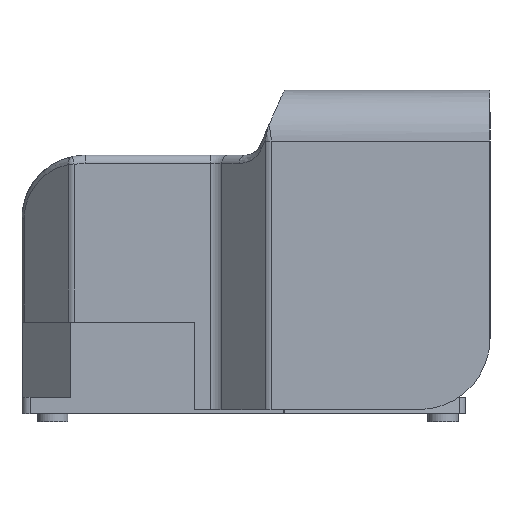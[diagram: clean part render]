
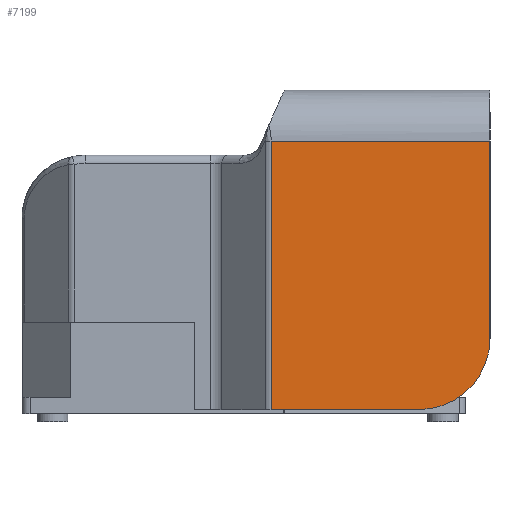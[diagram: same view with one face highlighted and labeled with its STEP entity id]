
A CAD part, front view. The second image highlights one B-rep face of the part: STEP entity #7199.
In plain terms, the highlighted planar face has unit normal (0, -1, 0).
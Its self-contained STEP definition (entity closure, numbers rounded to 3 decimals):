
#4755=CARTESIAN_POINT('',(80.0,-76.5,0.0));
#4756=VERTEX_POINT('',#4755);
#4763=CARTESIAN_POINT('',(7.446,-76.5,0.0));
#4764=VERTEX_POINT('',#4763);
#4765=CARTESIAN_POINT('',(7.446,-76.5,0.0));
#4766=DIRECTION('',(1.0,0.0,0.0));
#4767=VECTOR('',#4766,72.554);
#4768=LINE('',#4765,#4767);
#4769=EDGE_CURVE('',#4764,#4756,#4768,.T.);
#6036=CARTESIAN_POINT('',(115.0,-76.5,132.0));
#6037=VERTEX_POINT('',#6036);
#6045=CARTESIAN_POINT('',(115.0,-76.5,35.0));
#6046=VERTEX_POINT('',#6045);
#6047=CARTESIAN_POINT('',(115.0,-76.5,35.0));
#6048=DIRECTION('',(0.0,0.0,1.0));
#6049=VECTOR('',#6048,97.0);
#6050=LINE('',#6047,#6049);
#6051=EDGE_CURVE('',#6046,#6037,#6050,.T.);
#7017=CARTESIAN_POINT('',(7.446,-76.5,132.0));
#7018=VERTEX_POINT('',#7017);
#7050=CARTESIAN_POINT('',(7.446,-76.5,0.0));
#7051=DIRECTION('',(0.0,0.0,1.0));
#7052=VECTOR('',#7051,132.0);
#7053=LINE('',#7050,#7052);
#7054=EDGE_CURVE('',#4764,#7018,#7053,.T.);
#7127=CARTESIAN_POINT('',(80.0,-76.5,35.0));
#7128=DIRECTION('',(0.0,1.,0.0));
#7129=DIRECTION('',(0.707,0.0,-0.707));
#7130=AXIS2_PLACEMENT_3D('',#7127,#7128,#7129);
#7131=CIRCLE('',#7130,35.0);
#7132=EDGE_CURVE('',#6046,#4756,#7131,.T.);
#7174=CARTESIAN_POINT('',(7.446,-76.5,132.0));
#7175=DIRECTION('',(1.0,0.0,0.0));
#7176=VECTOR('',#7175,107.554);
#7177=LINE('',#7174,#7176);
#7178=EDGE_CURVE('',#7018,#6037,#7177,.T.);
#7187=CARTESIAN_POINT('',(115.0,-76.5,0.0));
#7188=DIRECTION('',(0.0,-1.0,0.0));
#7189=DIRECTION('',(0.0,0.0,-1.0));
#7190=AXIS2_PLACEMENT_3D('',#7187,#7188,#7189);
#7191=PLANE('',#7190);
#7192=ORIENTED_EDGE('',*,*,#7054,.F.);
#7193=ORIENTED_EDGE('',*,*,#4769,.T.);
#7194=ORIENTED_EDGE('',*,*,#7132,.F.);
#7195=ORIENTED_EDGE('',*,*,#6051,.T.);
#7196=ORIENTED_EDGE('',*,*,#7178,.F.);
#7197=EDGE_LOOP('',(#7192,#7193,#7194,#7195,#7196));
#7198=FACE_OUTER_BOUND('',#7197,.T.);
#7199=ADVANCED_FACE('',(#7198),#7191,.T.);
